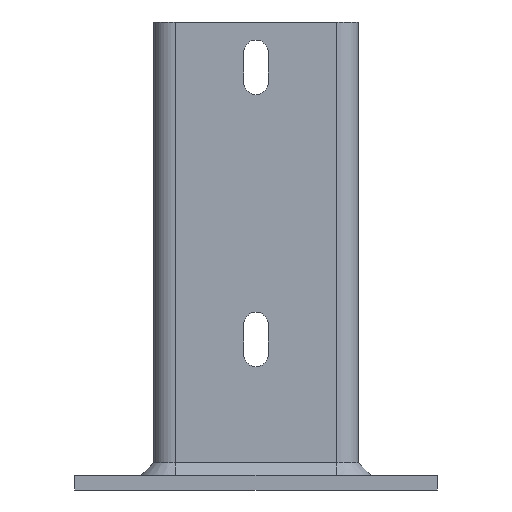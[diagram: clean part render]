
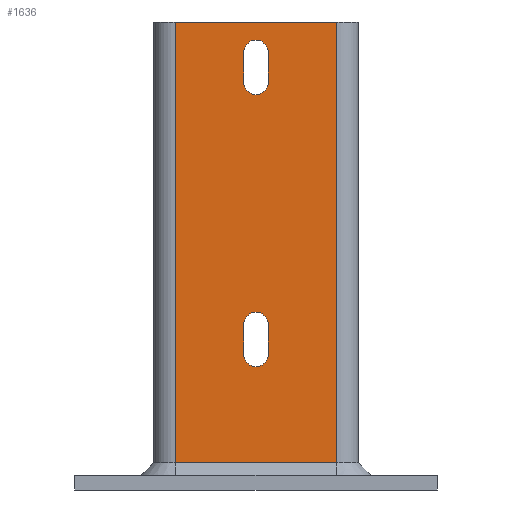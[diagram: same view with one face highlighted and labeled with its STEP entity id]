
A CAD part, left-side view. The second image highlights one B-rep face of the part: STEP entity #1636.
In plain terms, the highlighted planar face has unit normal (-1, 0, 0).
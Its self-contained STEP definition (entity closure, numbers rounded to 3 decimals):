
#114=CARTESIAN_POINT('',(-28.,-44.5,15.));
#115=VERTEX_POINT('',#114);
#147=CARTESIAN_POINT('',(-28.,44.5,15.));
#148=VERTEX_POINT('',#147);
#149=CARTESIAN_POINT('',(-28.,44.5,15.));
#150=DIRECTION('',(0.0,-1.0,0.0));
#151=VECTOR('',#150,89.0);
#152=LINE('',#149,#151);
#153=EDGE_CURVE('',#148,#115,#152,.T.);
#1054=CARTESIAN_POINT('',(-28.,6.75,74.75));
#1055=VERTEX_POINT('',#1054);
#1062=CARTESIAN_POINT('',(-28.,-6.75,74.75));
#1063=VERTEX_POINT('',#1062);
#1064=CARTESIAN_POINT('',(-28.,0.,74.75));
#1065=DIRECTION('',(1.0,0.0,0.0));
#1066=DIRECTION('',(0.0,1.0,0.0));
#1067=AXIS2_PLACEMENT_3D('',#1064,#1065,#1066);
#1068=CIRCLE('',#1067,6.75);
#1069=EDGE_CURVE('',#1063,#1055,#1068,.T.);
#1094=CARTESIAN_POINT('',(-28.,-6.75,91.25));
#1095=VERTEX_POINT('',#1094);
#1096=CARTESIAN_POINT('',(-28.,-6.75,91.25));
#1097=DIRECTION('',(0.0,0.0,-1.0));
#1098=VECTOR('',#1097,16.5);
#1099=LINE('',#1096,#1098);
#1100=EDGE_CURVE('',#1095,#1063,#1099,.T.);
#1126=CARTESIAN_POINT('',(-28.,6.75,91.25));
#1127=VERTEX_POINT('',#1126);
#1128=CARTESIAN_POINT('',(-28.,0.,91.25));
#1129=DIRECTION('',(1.0,0.0,0.0));
#1130=DIRECTION('',(0.0,-1.0,0.0));
#1131=AXIS2_PLACEMENT_3D('',#1128,#1129,#1130);
#1132=CIRCLE('',#1131,6.75);
#1133=EDGE_CURVE('',#1127,#1095,#1132,.T.);
#1156=CARTESIAN_POINT('',(-28.,6.75,74.75));
#1157=DIRECTION('',(0.0,0.0,1.0));
#1158=VECTOR('',#1157,16.5);
#1159=LINE('',#1156,#1158);
#1160=EDGE_CURVE('',#1055,#1127,#1159,.T.);
#1182=CARTESIAN_POINT('',(-28.,6.75,224.75));
#1183=VERTEX_POINT('',#1182);
#1190=CARTESIAN_POINT('',(-28.,-6.75,224.75));
#1191=VERTEX_POINT('',#1190);
#1192=CARTESIAN_POINT('',(-28.,0.,224.75));
#1193=DIRECTION('',(1.0,0.0,0.0));
#1194=DIRECTION('',(0.0,1.0,0.0));
#1195=AXIS2_PLACEMENT_3D('',#1192,#1193,#1194);
#1196=CIRCLE('',#1195,6.75);
#1197=EDGE_CURVE('',#1191,#1183,#1196,.T.);
#1222=CARTESIAN_POINT('',(-28.,-6.75,241.25));
#1223=VERTEX_POINT('',#1222);
#1224=CARTESIAN_POINT('',(-28.,-6.75,241.25));
#1225=DIRECTION('',(0.0,0.0,-1.0));
#1226=VECTOR('',#1225,16.5);
#1227=LINE('',#1224,#1226);
#1228=EDGE_CURVE('',#1223,#1191,#1227,.T.);
#1254=CARTESIAN_POINT('',(-28.,6.75,241.25));
#1255=VERTEX_POINT('',#1254);
#1256=CARTESIAN_POINT('',(-28.,0.,241.25));
#1257=DIRECTION('',(1.0,0.0,0.0));
#1258=DIRECTION('',(0.0,-1.0,0.0));
#1259=AXIS2_PLACEMENT_3D('',#1256,#1257,#1258);
#1260=CIRCLE('',#1259,6.75);
#1261=EDGE_CURVE('',#1255,#1223,#1260,.T.);
#1284=CARTESIAN_POINT('',(-28.,6.75,224.75));
#1285=DIRECTION('',(0.0,0.0,1.0));
#1286=VECTOR('',#1285,16.5);
#1287=LINE('',#1284,#1286);
#1288=EDGE_CURVE('',#1183,#1255,#1287,.T.);
#1316=CARTESIAN_POINT('',(-28.,44.5,258.0));
#1317=VERTEX_POINT('',#1316);
#1325=CARTESIAN_POINT('',(-28.,-44.5,258.0));
#1326=VERTEX_POINT('',#1325);
#1327=CARTESIAN_POINT('',(-28.,44.5,258.0));
#1328=DIRECTION('',(0.0,-1.0,0.0));
#1329=VECTOR('',#1328,89.);
#1330=LINE('',#1327,#1329);
#1331=EDGE_CURVE('',#1317,#1326,#1330,.T.);
#1463=CARTESIAN_POINT('',(-28.,44.5,258.0));
#1464=DIRECTION('',(0.0,0.0,-1.0));
#1465=VECTOR('',#1464,243.0);
#1466=LINE('',#1463,#1465);
#1467=EDGE_CURVE('',#1317,#148,#1466,.T.);
#1604=CARTESIAN_POINT('',(-28.,-44.5,15.0));
#1605=DIRECTION('',(0.0,0.0,1.0));
#1606=VECTOR('',#1605,243.0);
#1607=LINE('',#1604,#1606);
#1608=EDGE_CURVE('',#115,#1326,#1607,.T.);
#1613=CARTESIAN_POINT('',(-28.,0.,133.0));
#1614=DIRECTION('',(-1.0,0.0,0.0));
#1615=DIRECTION('',(0.0,0.0,1.0));
#1616=AXIS2_PLACEMENT_3D('',#1613,#1614,#1615);
#1617=PLANE('',#1616);
#1618=ORIENTED_EDGE('',*,*,#153,.T.);
#1619=ORIENTED_EDGE('',*,*,#1608,.T.);
#1620=ORIENTED_EDGE('',*,*,#1331,.F.);
#1621=ORIENTED_EDGE('',*,*,#1467,.T.);
#1622=EDGE_LOOP('',(#1618,#1619,#1620,#1621));
#1623=FACE_OUTER_BOUND('',#1622,.T.);
#1624=ORIENTED_EDGE('',*,*,#1133,.T.);
#1625=ORIENTED_EDGE('',*,*,#1100,.T.);
#1626=ORIENTED_EDGE('',*,*,#1069,.T.);
#1627=ORIENTED_EDGE('',*,*,#1160,.T.);
#1628=EDGE_LOOP('',(#1624,#1625,#1626,#1627));
#1629=FACE_BOUND('',#1628,.T.);
#1630=ORIENTED_EDGE('',*,*,#1261,.T.);
#1631=ORIENTED_EDGE('',*,*,#1228,.T.);
#1632=ORIENTED_EDGE('',*,*,#1197,.T.);
#1633=ORIENTED_EDGE('',*,*,#1288,.T.);
#1634=EDGE_LOOP('',(#1630,#1631,#1632,#1633));
#1635=FACE_BOUND('',#1634,.T.);
#1636=ADVANCED_FACE('',(#1623,#1629,#1635),#1617,.T.);
